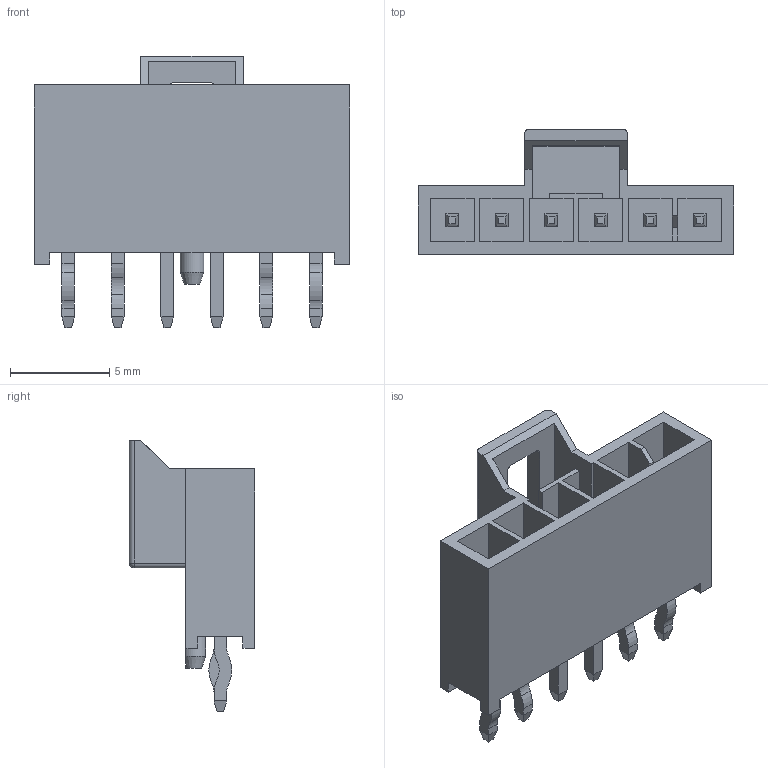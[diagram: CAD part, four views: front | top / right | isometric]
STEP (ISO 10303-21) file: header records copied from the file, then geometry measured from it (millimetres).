
FILE_DESCRIPTION((''),'2;1');
FILE_NAME('1053091206','2020-11-23T',('gga'),(''),'PRO/ENGINEER BY PARAMETRIC TECHNOLOGY CORPORATION, 2016010','PRO/ENGINEER BY PARAMETRIC TECHNOLOGY CORPORATION, 2016010','');
FILE_SCHEMA(('CONFIG_CONTROL_DESIGN'));
Length unit declared in the file: millimetre
Products named in the file (1): 1053091206
Bounding box: 15.94 x 6.34 x 13.71 mm (x, y, z)
Volume: 336.3 mm3; surface area: 998.5 mm2
Topology: 1 solids, 1 shells, 220 faces, 573 edges, 368 vertices
Faces by surface type: plane 184, cylinder 33, sphere 2, cone 1
Entity records: 6652 total; most frequent: CARTESIAN_POINT 1166, ORIENTED_EDGE 1118, DIRECTION 1094, EDGE_CURVE 559, VECTOR 490, LINE 490, VERTEX_POINT 354, AXIS2_PLACEMENT_3D 302
